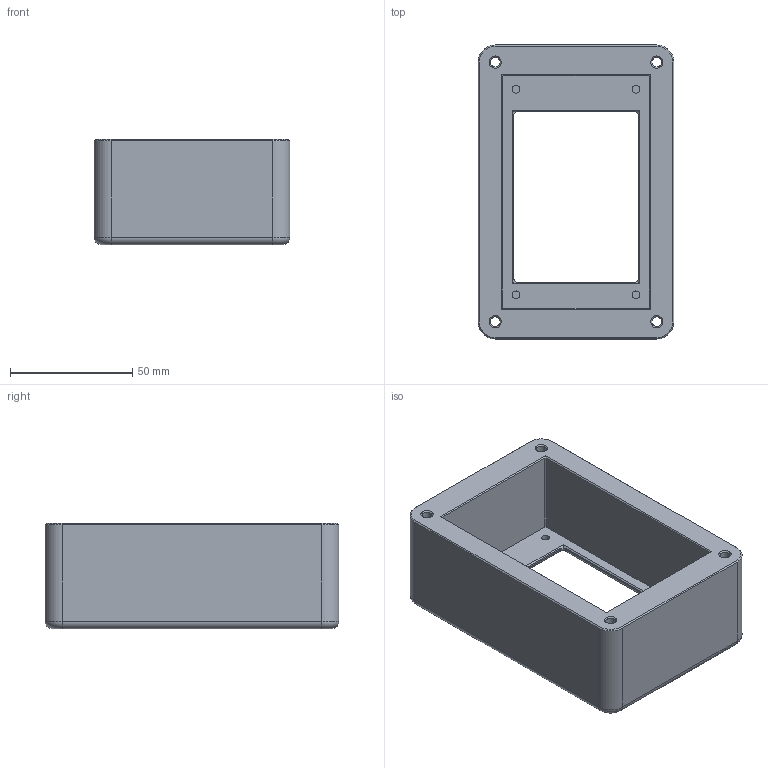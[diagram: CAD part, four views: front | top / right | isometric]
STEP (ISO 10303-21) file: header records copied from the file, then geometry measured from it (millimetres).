
FILE_DESCRIPTION(/* description */ ('','CAx-IF Rec.Pracs.---Representation and Presentation of Product Manufacturing Information (PMI)---4.0---2014-10-13'),/* implementation_level */ '2;1');
FILE_NAME(/* name */ 'LevelSystemPumpControlPanel_PrintoverNut.stp',/* time_stamp */ '2025-09-24T07:57:21+10:00',/* author */ ('rotar'),/* organization */ (''),/* preprocessor_version */ 'ST-DEVELOPER v20',/* originating_system */ 'Autodesk Inventor 2024',/* authorisation */ '');
FILE_SCHEMA (('AP242_MANAGED_MODEL_BASED_3D_ENGINEERING_MIM_LF { 1 0 10303 442 1 1 4 }'));
Length unit declared in the file: millimetre
Products named in the file (1): LevelSystemPumpControlPanel_Printovernut
Bounding box: 80 x 120 x 43 mm (x, y, z)
Volume: 171977.5 mm3; surface area: 43708.4 mm2
Topology: 1 solids, 1 shells, 884 faces, 2504 edges, 1646 vertices
Faces by surface type: cylinder 628, plane 189, bspline 43, torus 16, cone 8
Full cylindrical faces by diameter (mm): 3.2 x4, 4 x4, 7.5 x4
Entity records: 38026 total; most frequent: CARTESIAN_POINT 8121, DIRECTION 6968, ORIENTED_EDGE 5008, AXIS2_PLACEMENT_3D 2928, EDGE_CURVE 2504, CIRCLE 1981, VERTEX_POINT 1646, LINE 1112
